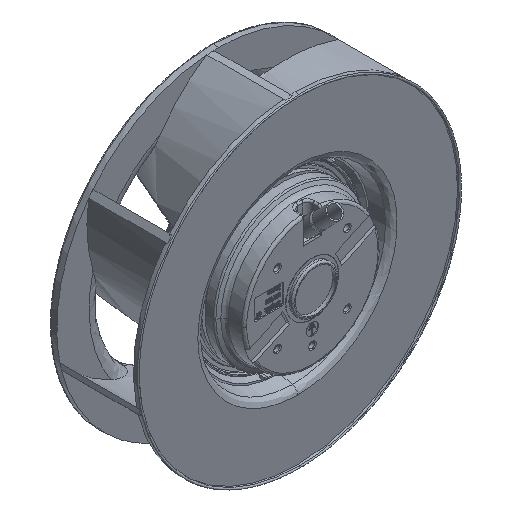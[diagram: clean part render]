
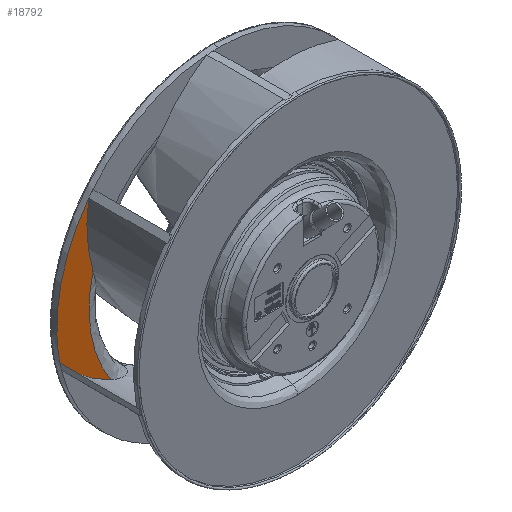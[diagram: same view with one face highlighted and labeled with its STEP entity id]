
A CAD part, isometric view. The second image highlights one B-rep face of the part: STEP entity #18792.
In plain terms, the highlighted planar face has unit normal (0, -1, 0).
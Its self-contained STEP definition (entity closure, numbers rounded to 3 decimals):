
#476 = VERTEX_POINT ( 'NONE', #3875 ) ;
#2873 = ORIENTED_EDGE ( 'NONE', *, *, #16270, .T. ) ;
#3398 = AXIS2_PLACEMENT_3D ( 'NONE', #11920, #25282, #8858 ) ;
#3676 = EDGE_CURVE ( 'NONE', #476, #42112, #32919, .T. ) ;
#3875 = CARTESIAN_POINT ( 'NONE',  ( -99.719, 66.068, -104.438 ) ) ;
#4476 = EDGE_CURVE ( 'NONE', #40408, #11430, #23579, .T. ) ;
#4935 = CARTESIAN_POINT ( 'NONE',  ( -129.563, 66.068, -81.094 ) ) ;
#4985 = CARTESIAN_POINT ( 'NONE',  ( -99.719, 66.068, -104.438 ) ) ;
#5393 = CARTESIAN_POINT ( 'NONE',  ( -113.018, 66.068, -31.282 ) ) ;
#5877 = CARTESIAN_POINT ( 'NONE',  ( -130.457, 66.068, -48.077 ) ) ;
#5977 = CARTESIAN_POINT ( 'NONE',  ( -113.821, 66.068, -21.654 ) ) ;
#6304 = CARTESIAN_POINT ( 'NONE',  ( -128.462, 66.068, -38.322 ) ) ;
#8426 = CARTESIAN_POINT ( 'NONE',  ( -115.467, 66.068, -64.781 ) ) ;
#8840 = CARTESIAN_POINT ( 'NONE',  ( -110.258, 66.068, -43.856 ) ) ;
#8858 = DIRECTION ( 'NONE',  ( 0., 0., 1. ) ) ;
#9617 = CARTESIAN_POINT ( 'NONE',  ( -130.225, 66.068, -77.839 ) ) ;
#11430 = VERTEX_POINT ( 'NONE', #19469 ) ;
#11920 = CARTESIAN_POINT ( 'NONE',  ( -99.528, 66.068, -105.031 ) ) ;
#12694 = CARTESIAN_POINT ( 'NONE',  ( -114.724, 66.068, -8.277 ) ) ;
#15088 = CARTESIAN_POINT ( 'NONE',  ( -111.877, 66.068, -86.218 ) ) ;
#15510 = CARTESIAN_POINT ( 'NONE',  ( -113.24, 66.068, -8.795 ) ) ;
#16001 = CARTESIAN_POINT ( 'NONE',  ( -131.422, 66.068, -57.988 ) ) ;
#16270 = EDGE_CURVE ( 'NONE', #11430, #42112, #26754, .T. ) ;
#17472 = CARTESIAN_POINT ( 'NONE',  ( -110.258, 66.068, -43.856 ) ) ;
#17693 = FACE_OUTER_BOUND ( 'NONE', #40045, .T. ) ;
#17769 = EDGE_CURVE ( 'NONE', #40408, #476, #32291, .T. ) ;
#17786 = CARTESIAN_POINT ( 'NONE',  ( -121.442, 66.068, -91.04 ) ) ;
#18792 = ADVANCED_FACE ( 'NONE', ( #17693 ), #27725, .T. ) ;
#19469 = CARTESIAN_POINT ( 'NONE',  ( -112.743, 66.068, -5.611 ) ) ;
#19583 = CARTESIAN_POINT ( 'NONE',  ( -127.571, 66.068, -35.125 ) ) ;
#19731 = CARTESIAN_POINT ( 'NONE',  ( -116.559, 66.068, -11.041 ) ) ;
#21360 = ORIENTED_EDGE ( 'NONE', *, *, #17769, .F. ) ;
#22624 = CARTESIAN_POINT ( 'NONE',  ( -130.713, 66.068, -74.558 ) ) ;
#23045 = CARTESIAN_POINT ( 'NONE',  ( -121.474, 66.068, -19.701 ) ) ;
#23579 = B_SPLINE_CURVE_WITH_KNOTS ( 'NONE', 3,
 ( #8840, #31900, #31760, #5393, #28404, #5977, #25555, #35205, #15510, #38518 ),
 .UNSPECIFIED., .F., .F.,
 ( 4, 2, 2, 2, 4 ),
 ( 0., 0.25, 0.5, 0.75, 1. ),
 .UNSPECIFIED. ) ;
#24997 = CARTESIAN_POINT ( 'NONE',  ( -110.258, 66.068, -43.856 ) ) ;
#25282 = DIRECTION ( 'NONE',  ( 0., -1., 0. ) ) ;
#25555 = CARTESIAN_POINT ( 'NONE',  ( -113.853, 66.068, -18.436 ) ) ;
#25742 = CARTESIAN_POINT ( 'NONE',  ( -124.237, 66.068, -25.743 ) ) ;
#25888 = CARTESIAN_POINT ( 'NONE',  ( -129.563, 66.068, -81.094 ) ) ;
#26754 = B_SPLINE_CURVE_WITH_KNOTS ( 'NONE', 3,
 ( #35547, #12694, #19731, #35697, #23045, #25742, #42452, #19583, #6304, #42307, #5877, #29335, #16001, #39003, #36123, #22624, #9617, #25888 ),
 .UNSPECIFIED., .F., .F.,
 ( 4, 2, 2, 2, 2, 2, 2, 2, 4 ),
 ( 0., 0.125, 0.25, 0.375, 0.5, 0.625, 0.75, 0.875, 1. ),
 .UNSPECIFIED. ) ;
#27661 = CARTESIAN_POINT ( 'NONE',  ( -111.329, 66.068, -98.952 ) ) ;
#27725 = PLANE ( 'NONE',  #3398 ) ;
#28404 = CARTESIAN_POINT ( 'NONE',  ( -113.403, 66.068, -28.086 ) ) ;
#29335 = CARTESIAN_POINT ( 'NONE',  ( -131.216, 66.068, -54.676 ) ) ;
#31146 = CARTESIAN_POINT ( 'NONE',  ( -99.719, 66.068, -104.438 ) ) ;
#31760 = CARTESIAN_POINT ( 'NONE',  ( -111.897, 66.068, -37.629 ) ) ;
#31900 = CARTESIAN_POINT ( 'NONE',  ( -111.164, 66.068, -40.763 ) ) ;
#32291 =( BOUNDED_CURVE ( )  B_SPLINE_CURVE ( 3, ( #24997, #8426, #15088, #4985 ),
 .UNSPECIFIED., .F., .F. ) 
 B_SPLINE_CURVE_WITH_KNOTS ( ( 4, 4 ),
 ( 0., 1. ),
 .UNSPECIFIED. ) 
 CURVE ( )  GEOMETRIC_REPRESENTATION_ITEM ( )  RATIONAL_B_SPLINE_CURVE ( ( 0.953, 0.886, 0.872, 0.911 ) ) 
 REPRESENTATION_ITEM ( '' )  );
#32919 =( BOUNDED_CURVE ( )  B_SPLINE_CURVE ( 3, ( #31146, #27661, #17786, #4935 ),
 .UNSPECIFIED., .F., .F. ) 
 B_SPLINE_CURVE_WITH_KNOTS ( ( 4, 4 ),
 ( 0., 1. ),
 .UNSPECIFIED. ) 
 CURVE ( )  GEOMETRIC_REPRESENTATION_ITEM ( )  RATIONAL_B_SPLINE_CURVE ( ( 1., 0.984, 0.984, 1. ) ) 
 REPRESENTATION_ITEM ( '' )  );
#34076 = CARTESIAN_POINT ( 'NONE',  ( -129.563, 66.068, -81.094 ) ) ;
#35205 = CARTESIAN_POINT ( 'NONE',  ( -113.562, 66.068, -11.997 ) ) ;
#35547 = CARTESIAN_POINT ( 'NONE',  ( -112.743, 66.068, -5.611 ) ) ;
#35697 = CARTESIAN_POINT ( 'NONE',  ( -119.938, 66.068, -16.76 ) ) ;
#36123 = CARTESIAN_POINT ( 'NONE',  ( -131.344, 66.068, -67.945 ) ) ;
#38518 = CARTESIAN_POINT ( 'NONE',  ( -112.743, 66.068, -5.611 ) ) ;
#39003 = CARTESIAN_POINT ( 'NONE',  ( -131.486, 66.068, -64.631 ) ) ;
#40045 = EDGE_LOOP ( 'NONE', ( #41402, #21360, #40604, #2873 ) ) ;
#40408 = VERTEX_POINT ( 'NONE', #17472 ) ;
#40604 = ORIENTED_EDGE ( 'NONE', *, *, #4476, .T. ) ;
#41402 = ORIENTED_EDGE ( 'NONE', *, *, #3676, .F. ) ;
#42112 = VERTEX_POINT ( 'NONE', #34076 ) ;
#42307 = CARTESIAN_POINT ( 'NONE',  ( -129.906, 66.068, -44.805 ) ) ;
#42452 = CARTESIAN_POINT ( 'NONE',  ( -125.456, 66.068, -28.828 ) ) ;
